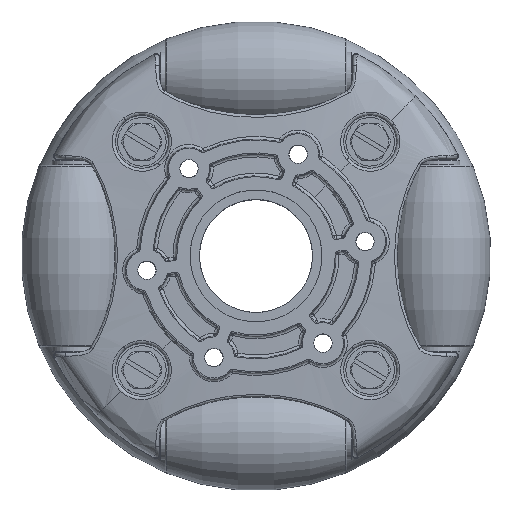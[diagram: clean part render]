
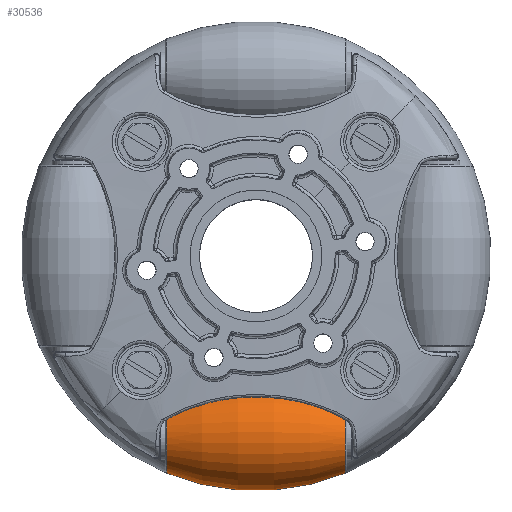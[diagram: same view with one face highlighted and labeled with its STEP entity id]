
A CAD part, top view. The second image highlights one B-rep face of the part: STEP entity #30536.
In plain terms, the highlighted toroidal (fillet/blend) face has major radius 39.37 mm and minor radius 50.8 mm.
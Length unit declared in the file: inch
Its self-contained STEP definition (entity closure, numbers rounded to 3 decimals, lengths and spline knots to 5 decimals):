
#1468 = EDGE_CURVE ( 'NONE', #44997, #14435, #38545, .T. ) ;
#1667 = DIRECTION ( 'NONE',  ( -0.707, -0.707, 0. ) ) ;
#3307 = CARTESIAN_POINT ( 'NONE',  ( 0.34671, 1.4208, 0. ) ) ;
#3437 = ORIENTED_EDGE ( 'NONE', *, *, #1468, .T. ) ;
#4165 = DIRECTION ( 'NONE',  ( 0., 0., -1. ) ) ;
#5645 = CARTESIAN_POINT ( 'NONE',  ( 0.77123, 1.84532, 0. ) ) ;
#8894 = ORIENTED_EDGE ( 'NONE', *, *, #11549, .T. ) ;
#10425 = TOROIDAL_SURFACE ( 'NONE', #42359, -1.55, 2. ) ;
#11549 = EDGE_CURVE ( 'NONE', #14435, #28152, #63090, .T. ) ;
#12505 = DIRECTION ( 'NONE',  ( 0., 0., 1. ) ) ;
#12711 = AXIS2_PLACEMENT_3D ( 'NONE', #47146, #12505, #53036 ) ;
#13422 = DIRECTION ( 'NONE',  ( -0.707, 0.707, 0. ) ) ;
#14435 = VERTEX_POINT ( 'NONE', #5645 ) ;
#20602 = AXIS2_PLACEMENT_3D ( 'NONE', #38830, #4165, #44654 ) ;
#24974 = DIRECTION ( 'NONE',  ( -0.707, -0.707, 0. ) ) ;
#28152 = VERTEX_POINT ( 'NONE', #3307 ) ;
#30536 = ADVANCED_FACE ( 'NONE', ( #41151 ), #10425, .T. ) ;
#30704 = DIRECTION ( 'NONE',  ( 0.707, -0.707, 0. ) ) ;
#30931 = EDGE_LOOP ( 'NONE', ( #53117, #3437, #8894, #73581 ) ) ;
#32185 = VERTEX_POINT ( 'NONE', #72195 ) ;
#36303 = DIRECTION ( 'NONE',  ( -0.707, 0.707, 0. ) ) ;
#38545 = CIRCLE ( 'NONE', #12711, 2. ) ;
#38830 = CARTESIAN_POINT ( 'NONE',  ( 2.19203, 2.19203, 0. ) ) ;
#41151 = FACE_OUTER_BOUND ( 'NONE', #30931, .T. ) ;
#42359 = AXIS2_PLACEMENT_3D ( 'NONE', #71123, #13422, #24974 ) ;
#44654 = DIRECTION ( 'NONE',  ( -1., 0., 0. ) ) ;
#44997 = VERTEX_POINT ( 'NONE', #65971 ) ;
#47146 = CARTESIAN_POINT ( 'NONE',  ( 0., 0., 0. ) ) ;
#49623 = CIRCLE ( 'NONE', #20602, 2. ) ;
#50363 = AXIS2_PLACEMENT_3D ( 'NONE', #71012, #36303, #1667 ) ;
#51183 = EDGE_CURVE ( 'NONE', #32185, #44997, #52348, .T. ) ;
#52348 = CIRCLE ( 'NONE', #50363, 0.30018 ) ;
#53036 = DIRECTION ( 'NONE',  ( 0., -1., 0. ) ) ;
#53117 = ORIENTED_EDGE ( 'NONE', *, *, #51183, .T. ) ;
#56191 = EDGE_CURVE ( 'NONE', #32185, #28152, #49623, .T. ) ;
#58937 = AXIS2_PLACEMENT_3D ( 'NONE', #65464, #30704, #71290 ) ;
#63090 = CIRCLE ( 'NONE', #58937, 0.30018 ) ;
#65464 = CARTESIAN_POINT ( 'NONE',  ( 0.55897, 1.63306, 0. ) ) ;
#65971 = CARTESIAN_POINT ( 'NONE',  ( 1.84532, 0.77123, 0. ) ) ;
#71012 = CARTESIAN_POINT ( 'NONE',  ( 1.63306, 0.55897, 0. ) ) ;
#71123 = CARTESIAN_POINT ( 'NONE',  ( 1.09602, 1.09602, 0. ) ) ;
#71290 = DIRECTION ( 'NONE',  ( 0.707, 0.707, 0. ) ) ;
#72195 = CARTESIAN_POINT ( 'NONE',  ( 1.4208, 0.34671, 0. ) ) ;
#73581 = ORIENTED_EDGE ( 'NONE', *, *, #56191, .F. ) ;
